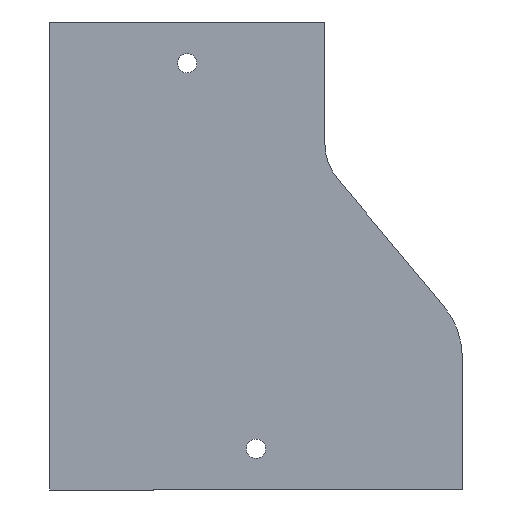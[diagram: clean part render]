
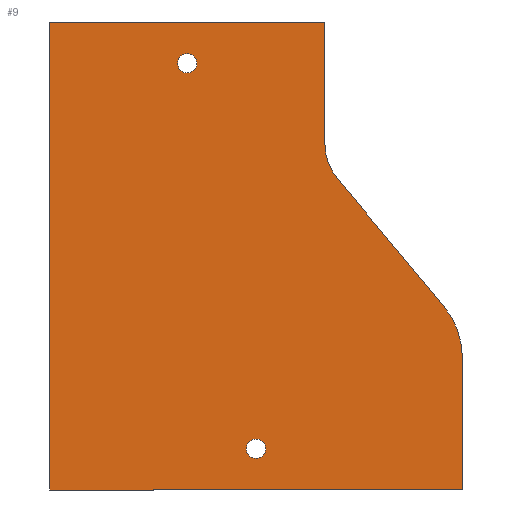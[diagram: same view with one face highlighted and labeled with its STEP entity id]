
A CAD part, front view. The second image highlights one B-rep face of the part: STEP entity #9.
In plain terms, the highlighted planar face has unit normal (0, -1, 0).
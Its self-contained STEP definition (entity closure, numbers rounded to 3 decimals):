
#9 = ADVANCED_FACE ( 'NONE', ( #1245, #1241, #1248 ), #749, .F. ) ;
#44 = AXIS2_PLACEMENT_3D ( 'NONE', #355, #354, #352 ) ;
#45 = AXIS2_PLACEMENT_3D ( 'NONE', #366, #365, #363 ) ;
#47 = AXIS2_PLACEMENT_3D ( 'NONE', #389, #388, #386 ) ;
#59 = AXIS2_PLACEMENT_3D ( 'NONE', #531, #530, #529 ) ;
#159 = VERTEX_POINT ( 'NONE', #418 ) ;
#161 = VERTEX_POINT ( 'NONE', #407 ) ;
#165 = VERTEX_POINT ( 'NONE', #413 ) ;
#186 = VERTEX_POINT ( 'NONE', #746 ) ;
#191 = VERTEX_POINT ( 'NONE', #740 ) ;
#193 = VERTEX_POINT ( 'NONE', #737 ) ;
#199 = VERTEX_POINT ( 'NONE', #729 ) ;
#201 = VERTEX_POINT ( 'NONE', #727 ) ;
#251 = EDGE_LOOP ( 'NONE', ( #1153, #1181, #1177, #1183, #1178, #1174, #1182, #1179 ) ) ;
#258 = EDGE_LOOP ( 'NONE', ( #1175 ) ) ;
#261 = EDGE_LOOP ( 'NONE', ( #1173 ) ) ;
#347 = CARTESIAN_POINT ( 'NONE',  ( 50., 0., -18.5 ) ) ;
#352 = DIRECTION ( 'NONE',  ( 0., 0., -1. ) ) ;
#354 = DIRECTION ( 'NONE',  ( 0., -1., 0. ) ) ;
#355 = CARTESIAN_POINT ( 'NONE',  ( 50., 0., -15. ) ) ;
#357 = CARTESIAN_POINT ( 'NONE',  ( 75., 0., -158.5 ) ) ;
#359 = DIRECTION ( 'NONE',  ( 0., 0., 1. ) ) ;
#363 = DIRECTION ( 'NONE',  ( 0., 0., -1. ) ) ;
#365 = DIRECTION ( 'NONE',  ( 0., -1., 0. ) ) ;
#366 = CARTESIAN_POINT ( 'NONE',  ( 75., 0., -155. ) ) ;
#379 = CARTESIAN_POINT ( 'NONE',  ( 0., 0., 0. ) ) ;
#386 = DIRECTION ( 'NONE',  ( 0., 0., 1. ) ) ;
#388 = DIRECTION ( 'NONE',  ( 0., -1., 0. ) ) ;
#389 = CARTESIAN_POINT ( 'NONE',  ( 120., 0., -122.241 ) ) ;
#394 = DIRECTION ( 'NONE',  ( -0.64, 0., 0.768 ) ) ;
#396 = CARTESIAN_POINT ( 'NONE',  ( 104.636, 0., -56.942 ) ) ;
#407 = CARTESIAN_POINT ( 'NONE',  ( 0., 0., -170. ) ) ;
#413 = CARTESIAN_POINT ( 'NONE',  ( 104.636, 0., -56.942 ) ) ;
#417 = DIRECTION ( 'NONE',  ( 1., 0., 0. ) ) ;
#418 = CARTESIAN_POINT ( 'NONE',  ( 143.047, 0., -103.035 ) ) ;
#420 = CARTESIAN_POINT ( 'NONE',  ( -100., 0., 0. ) ) ;
#520 = DIRECTION ( 'NONE',  ( 0., 0., 1. ) ) ;
#521 = CARTESIAN_POINT ( 'NONE',  ( 100., 0., 0. ) ) ;
#529 = DIRECTION ( 'NONE',  ( 0., 0., 1. ) ) ;
#530 = DIRECTION ( 'NONE',  ( 0., 1., 0. ) ) ;
#531 = CARTESIAN_POINT ( 'NONE',  ( 120., 0., -44.139 ) ) ;
#552 = DIRECTION ( 'NONE',  ( -1., 0., 0. ) ) ;
#556 = CARTESIAN_POINT ( 'NONE',  ( -150., 0., -170. ) ) ;
#645 = CARTESIAN_POINT ( 'NONE',  ( 150., 0., -122.241 ) ) ;
#650 = DIRECTION ( 'NONE',  ( 0., 0., 1. ) ) ;
#727 = CARTESIAN_POINT ( 'NONE',  ( 100., 0., 0. ) ) ;
#729 = CARTESIAN_POINT ( 'NONE',  ( 100., 0., -44.139 ) ) ;
#737 = CARTESIAN_POINT ( 'NONE',  ( 150., 0., -122.241 ) ) ;
#739 = CARTESIAN_POINT ( 'NONE',  ( -120., 0., -44.139 ) ) ;
#740 = CARTESIAN_POINT ( 'NONE',  ( 150., 0., -170. ) ) ;
#746 = CARTESIAN_POINT ( 'NONE',  ( 0., 0., 0. ) ) ;
#747 = DIRECTION ( 'NONE',  ( 0., 0., 1. ) ) ;
#749 = PLANE ( 'NONE',  #813 ) ;
#758 = DIRECTION ( 'NONE',  ( 0., 1., 0. ) ) ;
#798 = EDGE_CURVE ( 'NONE', #191, #193, #1090, .T. ) ;
#813 = AXIS2_PLACEMENT_3D ( 'NONE', #739, #758, #747 ) ;
#847 = EDGE_CURVE ( 'NONE', #191, #161, #1032, .T. ) ;
#853 = EDGE_CURVE ( 'NONE', #165, #199, #1021, .T. ) ;
#857 = EDGE_CURVE ( 'NONE', #199, #201, #1014, .T. ) ;
#883 = EDGE_CURVE ( 'NONE', #186, #201, #971, .T. ) ;
#887 = EDGE_CURVE ( 'NONE', #159, #165, #965, .T. ) ;
#888 = EDGE_CURVE ( 'NONE', #193, #159, #963, .T. ) ;
#901 = EDGE_CURVE ( 'NONE', #944, #944, #955, .T. ) ;
#903 = EDGE_CURVE ( 'NONE', #161, #186, #953, .T. ) ;
#904 = EDGE_CURVE ( 'NONE', #943, #943, #949, .T. ) ;
#943 = VERTEX_POINT ( 'NONE', #347 ) ;
#944 = VERTEX_POINT ( 'NONE', #357 ) ;
#949 = CIRCLE ( 'NONE', #44, 3.5 ) ;
#951 = VECTOR ( 'NONE', #359, 1000. ) ;
#953 = LINE ( 'NONE', #379, #951 ) ;
#955 = CIRCLE ( 'NONE', #45, 3.5 ) ;
#962 = VECTOR ( 'NONE', #394, 1000. ) ;
#963 = CIRCLE ( 'NONE', #47, 30. ) ;
#965 = LINE ( 'NONE', #396, #962 ) ;
#968 = VECTOR ( 'NONE', #417, 1000. ) ;
#971 = LINE ( 'NONE', #420, #968 ) ;
#1011 = VECTOR ( 'NONE', #520, 1000. ) ;
#1014 = LINE ( 'NONE', #521, #1011 ) ;
#1021 = CIRCLE ( 'NONE', #59, 20. ) ;
#1029 = VECTOR ( 'NONE', #552, 1000. ) ;
#1032 = LINE ( 'NONE', #556, #1029 ) ;
#1081 = VECTOR ( 'NONE', #650, 1000. ) ;
#1090 = LINE ( 'NONE', #645, #1081 ) ;
#1153 = ORIENTED_EDGE ( 'NONE', *, *, #883, .F. ) ;
#1173 = ORIENTED_EDGE ( 'NONE', *, *, #901, .F. ) ;
#1174 = ORIENTED_EDGE ( 'NONE', *, *, #887, .T. ) ;
#1175 = ORIENTED_EDGE ( 'NONE', *, *, #904, .F. ) ;
#1177 = ORIENTED_EDGE ( 'NONE', *, *, #847, .F. ) ;
#1178 = ORIENTED_EDGE ( 'NONE', *, *, #888, .T. ) ;
#1179 = ORIENTED_EDGE ( 'NONE', *, *, #857, .T. ) ;
#1181 = ORIENTED_EDGE ( 'NONE', *, *, #903, .F. ) ;
#1182 = ORIENTED_EDGE ( 'NONE', *, *, #853, .T. ) ;
#1183 = ORIENTED_EDGE ( 'NONE', *, *, #798, .T. ) ;
#1241 = FACE_BOUND ( 'NONE', #258, .T. ) ;
#1245 = FACE_BOUND ( 'NONE', #261, .T. ) ;
#1248 = FACE_OUTER_BOUND ( 'NONE', #251, .T. ) ;
